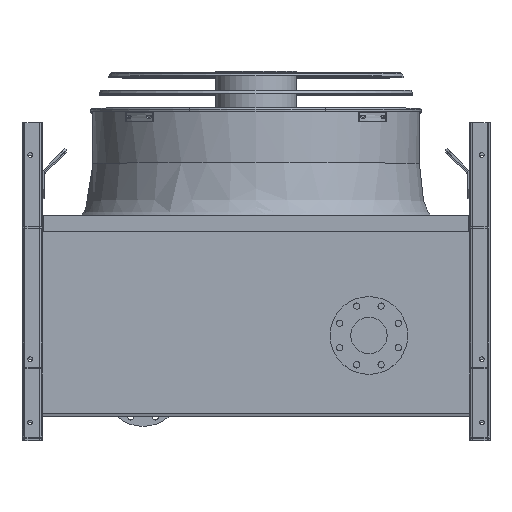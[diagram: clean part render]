
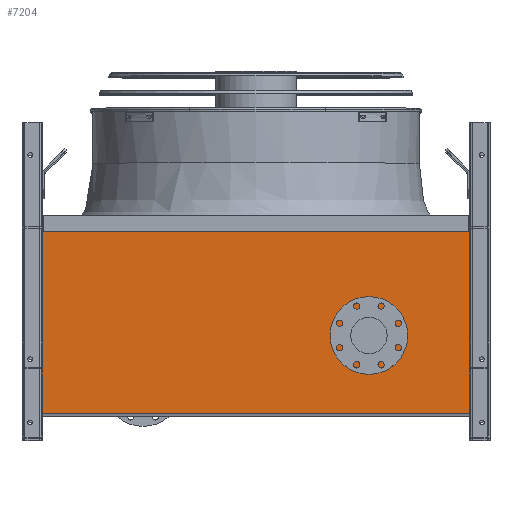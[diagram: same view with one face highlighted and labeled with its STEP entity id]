
A CAD part, top view. The second image highlights one B-rep face of the part: STEP entity #7204.
In plain terms, the highlighted planar face has unit normal (0, 0, 1).
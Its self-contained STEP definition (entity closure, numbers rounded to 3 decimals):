
#1845 = DIRECTION ( 'NONE',  ( 1., 0., 0. ) ) ;
#1891 = DIRECTION ( 'NONE',  ( 0., 0., 1. ) ) ;
#1916 = CARTESIAN_POINT ( 'NONE',  ( 320., 220., 240. ) ) ;
#2438 = ORIENTED_EDGE ( 'NONE', *, *, #7261, .F. ) ;
#2530 = VERTEX_POINT ( 'NONE', #4556 ) ;
#2569 = VECTOR ( 'NONE', #8197, 1000. ) ;
#2626 = CIRCLE ( 'NONE', #12257, 54. ) ;
#2737 = VECTOR ( 'NONE', #18439, 1000. ) ;
#2751 = DIRECTION ( 'NONE',  ( 1., 0., 0. ) ) ;
#2796 = DIRECTION ( 'NONE',  ( 0., 0., 1. ) ) ;
#2897 = CARTESIAN_POINT ( 'NONE',  ( 0., 0., 240. ) ) ;
#3082 = PLANE ( 'NONE',  #12306 ) ;
#3407 = EDGE_CURVE ( 'NONE', #15265, #6959, #10892, .T. ) ;
#4556 = CARTESIAN_POINT ( 'NONE',  ( 605., 515., 240. ) ) ;
#4835 = CARTESIAN_POINT ( 'NONE',  ( 374., 220., 240. ) ) ;
#5252 = ORIENTED_EDGE ( 'NONE', *, *, #3407, .T. ) ;
#5517 = EDGE_LOOP ( 'NONE', ( #2438 ) ) ;
#6047 = CARTESIAN_POINT ( 'NONE',  ( -605., 0., 240. ) ) ;
#6214 = ORIENTED_EDGE ( 'NONE', *, *, #13559, .T. ) ;
#6579 = CARTESIAN_POINT ( 'NONE',  ( -605., 515., 240. ) ) ;
#6959 = VERTEX_POINT ( 'NONE', #6047 ) ;
#7204 = ADVANCED_FACE ( 'NONE', ( #12947, #11679 ), #3082, .T. ) ;
#7261 = EDGE_CURVE ( 'NONE', #13247, #13247, #2626, .T. ) ;
#7931 = CARTESIAN_POINT ( 'NONE',  ( 605., 0., 240. ) ) ;
#7971 = CARTESIAN_POINT ( 'NONE',  ( 605., 515., 240. ) ) ;
#8081 = DIRECTION ( 'NONE',  ( -1., 0., 0. ) ) ;
#8197 = DIRECTION ( 'NONE',  ( 1., 0., 0. ) ) ;
#8452 = CARTESIAN_POINT ( 'NONE',  ( -605., 0., 240. ) ) ;
#10171 = ORIENTED_EDGE ( 'NONE', *, *, #16610, .T. ) ;
#10249 = VERTEX_POINT ( 'NONE', #7931 ) ;
#10286 = LINE ( 'NONE', #7971, #16880 ) ;
#10892 = LINE ( 'NONE', #18359, #2737 ) ;
#11675 = LINE ( 'NONE', #16470, #18348 ) ;
#11679 = FACE_BOUND ( 'NONE', #5517, .T. ) ;
#12257 = AXIS2_PLACEMENT_3D ( 'NONE', #1916, #1891, #1845 ) ;
#12306 = AXIS2_PLACEMENT_3D ( 'NONE', #2897, #2796, #2751 ) ;
#12947 = FACE_OUTER_BOUND ( 'NONE', #14045, .T. ) ;
#13247 = VERTEX_POINT ( 'NONE', #4835 ) ;
#13559 = EDGE_CURVE ( 'NONE', #10249, #2530, #11675, .T. ) ;
#14045 = EDGE_LOOP ( 'NONE', ( #5252, #16396, #6214, #10171 ) ) ;
#14755 = LINE ( 'NONE', #8452, #2569 ) ;
#15265 = VERTEX_POINT ( 'NONE', #6579 ) ;
#16396 = ORIENTED_EDGE ( 'NONE', *, *, #16566, .T. ) ;
#16458 = DIRECTION ( 'NONE',  ( 0., 1., 0. ) ) ;
#16470 = CARTESIAN_POINT ( 'NONE',  ( 605., 0., 240. ) ) ;
#16566 = EDGE_CURVE ( 'NONE', #6959, #10249, #14755, .T. ) ;
#16610 = EDGE_CURVE ( 'NONE', #2530, #15265, #10286, .T. ) ;
#16880 = VECTOR ( 'NONE', #8081, 1000. ) ;
#18348 = VECTOR ( 'NONE', #16458, 1000. ) ;
#18359 = CARTESIAN_POINT ( 'NONE',  ( -605., 515., 240. ) ) ;
#18439 = DIRECTION ( 'NONE',  ( 0., -1., 0. ) ) ;
